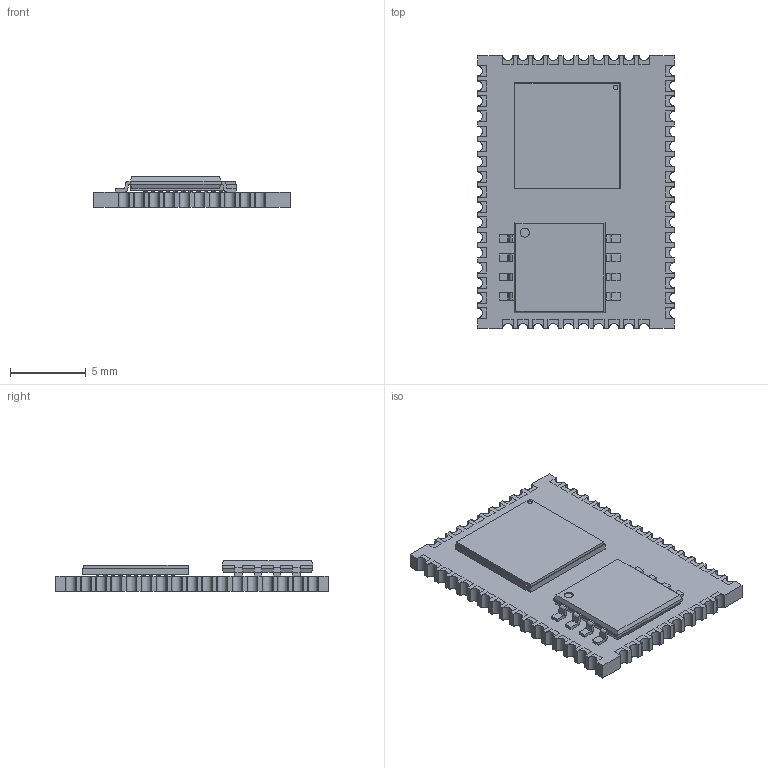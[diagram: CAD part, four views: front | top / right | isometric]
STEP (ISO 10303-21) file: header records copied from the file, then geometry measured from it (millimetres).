
FILE_DESCRIPTION(/* description */ (''),/* implementation_level */ '2;1');
FILE_NAME(/* name */ 'SJR-BTM544.step',/* time_stamp */ '2024-09-26T19:43:11+03:00',/* author */ (''),/* organization */ (''),/* preprocessor_version */ 'ST-DEVELOPER v20',/* originating_system */ 'Autodesk Translation Framework v13.20.0.188',/* authorisation */ '');
FILE_SCHEMA (('AUTOMOTIVE_DESIGN { 1 0 10303 214 3 1 1 }'));
Length unit declared in the file: millimetre
Products named in the file (5): Untitled; SOIC127P800X100-8N; Model; BGA121C50P11X11_700X700X50; Model_1
Assembly tree (4 placements, depth 3):
  Untitled
    SOIC127P800X100-8N
      Model
    BGA121C50P11X11_700X700X50
      Model_1
Bounding box: 13 x 18 x 2 mm (x, y, z)
Volume: 283.3 mm3; surface area: 1084.7 mm2
Topology: 187 solids, 187 shells, 917 faces, 2341 edges, 1558 vertices
Faces by surface type: plane 708, sphere 121, cylinder 88
Full cylindrical faces by diameter (mm): 0.3 x1, 0.6 x1
Entity records: 26182 total; most frequent: CARTESIAN_POINT 4583, DIRECTION 4248, ORIENTED_EDGE 4198, EDGE_CURVE 2099, LINE 1802, VECTOR 1802, VERTEX_POINT 1558, AXIS2_PLACEMENT_3D 1223
